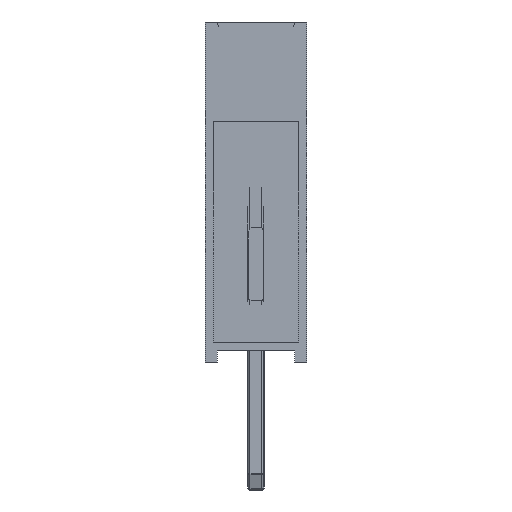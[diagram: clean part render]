
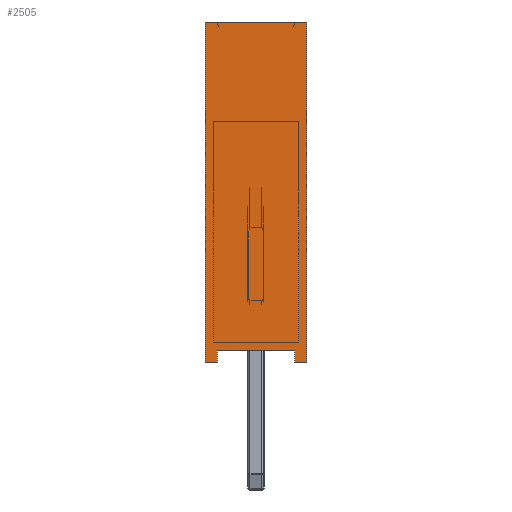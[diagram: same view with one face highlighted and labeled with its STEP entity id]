
A CAD part, left-side view. The second image highlights one B-rep face of the part: STEP entity #2505.
In plain terms, the highlighted planar face has unit normal (-1, 0, 0).
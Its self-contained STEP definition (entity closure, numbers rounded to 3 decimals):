
#409=FACE_OUTER_BOUND('',#560,.T.);
#560=EDGE_LOOP('',(#1661,#1662,#1663,#1664,#1665,#1666,#1667,#1668));
#726=LINE('',#3920,#912);
#728=LINE('',#3926,#914);
#731=LINE('',#3931,#917);
#736=LINE('',#3945,#922);
#737=LINE('',#3948,#923);
#740=LINE('',#3954,#926);
#741=LINE('',#3956,#927);
#742=LINE('',#3957,#928);
#912=VECTOR('',#3060,10.);
#914=VECTOR('',#3064,10.);
#917=VECTOR('',#3069,10.);
#922=VECTOR('',#3084,10.);
#923=VECTOR('',#3087,10.);
#926=VECTOR('',#3092,10.);
#927=VECTOR('',#3093,10.);
#928=VECTOR('',#3094,10.);
#1096=VERTEX_POINT('',#3914);
#1098=VERTEX_POINT('',#3918);
#1099=VERTEX_POINT('',#3922);
#1101=VERTEX_POINT('',#3925);
#1106=VERTEX_POINT('',#3943);
#1107=VERTEX_POINT('',#3947);
#1109=VERTEX_POINT('',#3953);
#1110=VERTEX_POINT('',#3955);
#1294=EDGE_CURVE('',#1096,#1098,#726,.T.);
#1296=EDGE_CURVE('',#1101,#1099,#728,.T.);
#1299=EDGE_CURVE('',#1098,#1101,#731,.T.);
#1308=EDGE_CURVE('',#1099,#1106,#736,.T.);
#1309=EDGE_CURVE('',#1107,#1096,#737,.T.);
#1312=EDGE_CURVE('',#1106,#1109,#740,.T.);
#1313=EDGE_CURVE('',#1110,#1109,#741,.T.);
#1314=EDGE_CURVE('',#1107,#1110,#742,.T.);
#1661=ORIENTED_EDGE('',*,*,#1294,.T.);
#1662=ORIENTED_EDGE('',*,*,#1299,.T.);
#1663=ORIENTED_EDGE('',*,*,#1296,.T.);
#1664=ORIENTED_EDGE('',*,*,#1308,.T.);
#1665=ORIENTED_EDGE('',*,*,#1312,.T.);
#1666=ORIENTED_EDGE('',*,*,#1313,.F.);
#1667=ORIENTED_EDGE('',*,*,#1314,.F.);
#1668=ORIENTED_EDGE('',*,*,#1309,.T.);
#2309=PLANE('',#2713);
#2505=ADVANCED_FACE('',(#409),#2309,.T.);
#2713=AXIS2_PLACEMENT_3D('',#3952,#3090,#3091);
#3060=DIRECTION('',(0.,0.,1.));
#3064=DIRECTION('',(0.,0.,-1.));
#3069=DIRECTION('',(0.,-1.,0.));
#3084=DIRECTION('',(0.,-1.,0.));
#3087=DIRECTION('',(0.,-1.,0.));
#3090=DIRECTION('center_axis',(-1.,0.,0.));
#3091=DIRECTION('ref_axis',(0.,-1.,0.));
#3092=DIRECTION('',(0.,0.,1.));
#3093=DIRECTION('',(0.,-1.,0.));
#3094=DIRECTION('',(0.,0.,1.));
#3914=CARTESIAN_POINT('',(-1.27,0.97,0.));
#3918=CARTESIAN_POINT('',(-1.27,0.97,0.3));
#3920=CARTESIAN_POINT('',(-1.27,0.97,0.));
#3922=CARTESIAN_POINT('',(-1.27,-0.97,0.));
#3925=CARTESIAN_POINT('',(-1.27,-0.97,0.3));
#3926=CARTESIAN_POINT('',(-1.27,-0.97,0.));
#3931=CARTESIAN_POINT('',(-1.27,0.635,0.3));
#3943=CARTESIAN_POINT('',(-1.27,-1.27,0.));
#3945=CARTESIAN_POINT('',(-1.27,1.27,0.));
#3947=CARTESIAN_POINT('',(-1.27,1.27,0.));
#3948=CARTESIAN_POINT('',(-1.27,1.27,0.));
#3952=CARTESIAN_POINT('Origin',(-1.27,1.27,0.));
#3953=CARTESIAN_POINT('',(-1.27,-1.27,8.5));
#3954=CARTESIAN_POINT('',(-1.27,-1.27,0.));
#3955=CARTESIAN_POINT('',(-1.27,1.27,8.5));
#3956=CARTESIAN_POINT('',(-1.27,1.27,8.5));
#3957=CARTESIAN_POINT('',(-1.27,1.27,0.));
